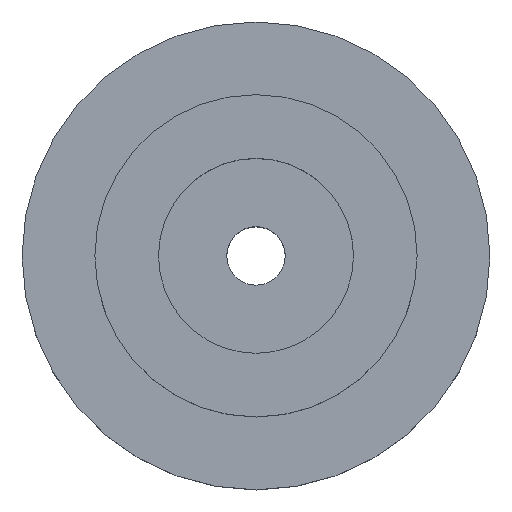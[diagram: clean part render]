
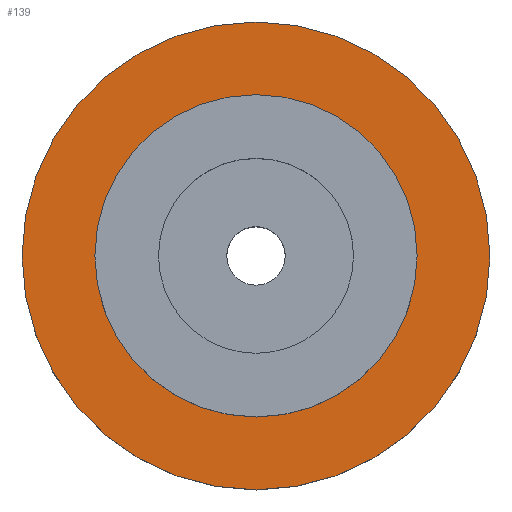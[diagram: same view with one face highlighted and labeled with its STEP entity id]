
A CAD part, top view. The second image highlights one B-rep face of the part: STEP entity #139.
In plain terms, the highlighted planar face has unit normal (0, 0, 1).
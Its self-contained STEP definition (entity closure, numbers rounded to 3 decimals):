
#19=FACE_BOUND('',#49,.T.);
#24=PLANE('',#173);
#34=FACE_OUTER_BOUND('',#48,.T.);
#48=EDGE_LOOP('',(#123));
#49=EDGE_LOOP('',(#124));
#64=CIRCLE('',#161,12.4);
#69=CIRCLE('',#172,18.);
#74=VERTEX_POINT('',#234);
#79=VERTEX_POINT('',#253);
#86=EDGE_CURVE('',#74,#74,#64,.T.);
#93=EDGE_CURVE('',#79,#79,#69,.T.);
#123=ORIENTED_EDGE('',*,*,#93,.T.);
#124=ORIENTED_EDGE('',*,*,#86,.T.);
#139=ADVANCED_FACE('',(#34,#19),#24,.T.);
#161=AXIS2_PLACEMENT_3D('',#236,#192,#193);
#172=AXIS2_PLACEMENT_3D('',#254,#216,#217);
#173=AXIS2_PLACEMENT_3D('',#256,#219,#220);
#192=DIRECTION('center_axis',(0.,0.,-1.));
#193=DIRECTION('ref_axis',(1.,0.,0.));
#216=DIRECTION('center_axis',(0.,0.,1.));
#217=DIRECTION('ref_axis',(1.,0.,0.));
#219=DIRECTION('center_axis',(0.,0.,1.));
#220=DIRECTION('ref_axis',(1.,0.,0.));
#234=CARTESIAN_POINT('',(-12.4,0.,3.));
#236=CARTESIAN_POINT('Origin',(0.,0.,3.));
#253=CARTESIAN_POINT('',(-18.,0.,3.));
#254=CARTESIAN_POINT('Origin',(0.,0.,3.));
#256=CARTESIAN_POINT('Origin',(0.,0.,3.));
